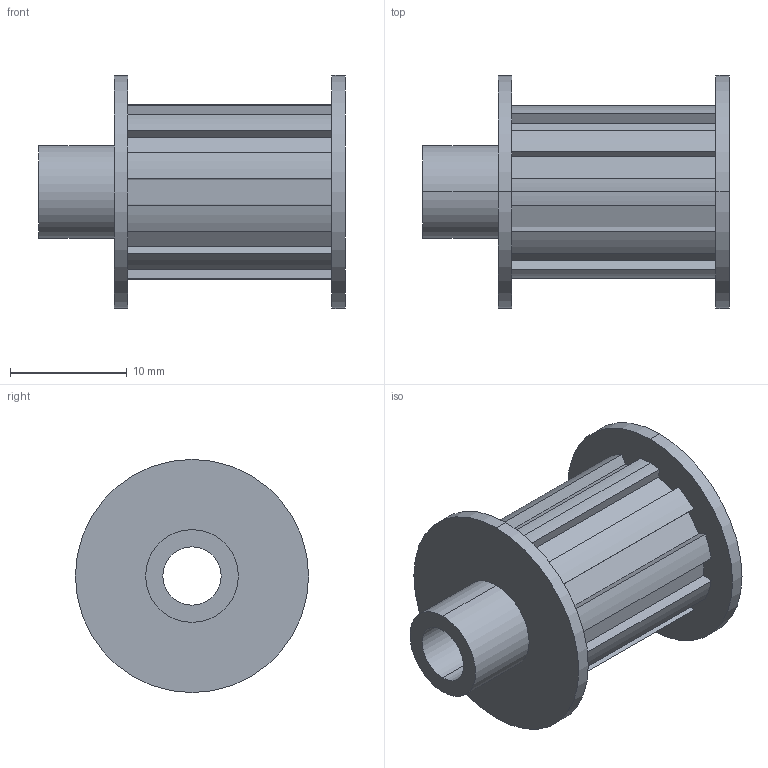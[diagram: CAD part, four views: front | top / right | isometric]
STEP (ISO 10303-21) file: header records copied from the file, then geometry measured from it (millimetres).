
FILE_DESCRIPTION (( 'STEP AP203' ), '1' );
FILE_NAME ('Pulley M5_Predeterminado_sldprt.STEP', '2024-02-29T15:20:24', ( '' ), ( '' ), 'SwSTEP 2.0', 'SolidWorks 2022', '' );
FILE_SCHEMA (( 'CONFIG_CONTROL_DESIGN' ));
Length unit declared in the file: millimetre
Products named in the file (1): Pulley M5_Predeterminado_sldprt
Bounding box: 26.3 x 20 x 20 mm (x, y, z)
Volume: 3248.6 mm3; surface area: 2712.5 mm2
Topology: 1 solids, 1 shells, 54 faces, 147 edges, 98 vertices
Faces by surface type: plane 35, cylinder 19
Entity records: 1790 total; most frequent: CARTESIAN_POINT 300, DIRECTION 295, ORIENTED_EDGE 294, EDGE_CURVE 147, VECTOR 109, LINE 109, VERTEX_POINT 98, AXIS2_PLACEMENT_3D 93
